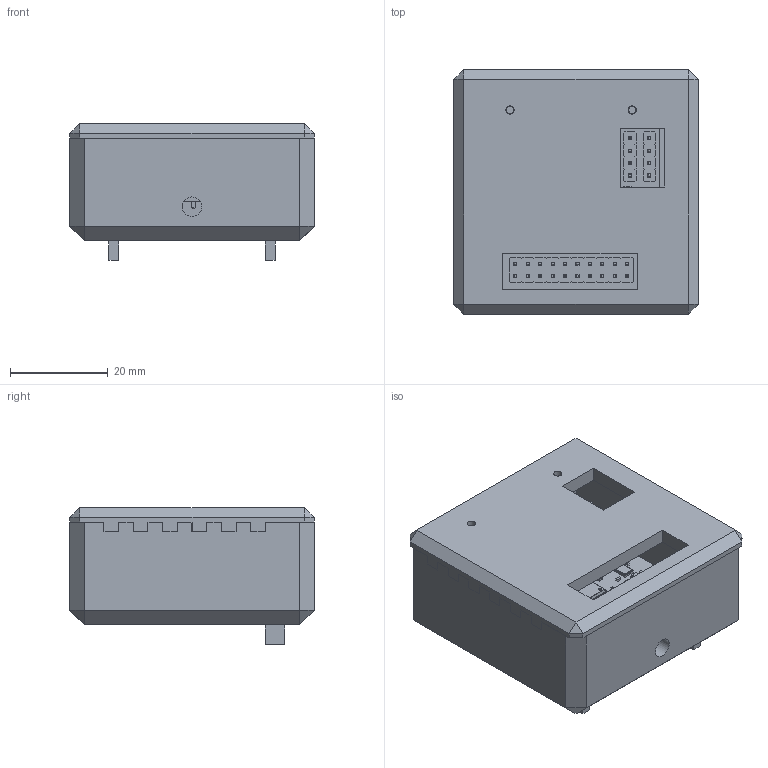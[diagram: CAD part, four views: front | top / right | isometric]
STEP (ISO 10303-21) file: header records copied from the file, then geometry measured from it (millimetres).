
FILE_DESCRIPTION(/* description */ (''),/* implementation_level */ '2;1');
FILE_NAME(/* name */ 'case_.step',/* time_stamp */ '2025-06-22T18:32:22+05:30',/* author */ (''),/* organization */ (''),/* preprocessor_version */ 'ST-DEVELOPER v20.1',/* originating_system */ 'Autodesk Translation Framework v14.10.0.0',/* authorisation */ '');
FILE_SCHEMA (('AUTOMOTIVE_DESIGN { 1 0 10303 214 3 1 1 }','INTEGRATED_CNC_SCHEMA'));
Products named in the file (17): Untitled; temp 1; LQFP-48_7x7mm_P0.5mm; SOT-23-6; USB_C_Receptacle_GCT_USB4105-xx-A_16P_TopMnt_Horizontal; Crystal_SMD_3225-4Pin_3.2x2.5mm; L_0603_1608Metric; SOT-223; Crystal_SMD_3215-2Pin_3.2x1.5mm; PinHeader_2x10_P2.54mm_Vertical; temp_PCB; TS-1088-AR02016; PinHeader_1x04_P2.54mm_Vertical; C_0603_1608Metric; R_0402_1005Metric; C_0402_1005Metric; LED_0603_1608Metric
Assembly tree (40 placements, depth 3):
  Untitled
    temp 1
      LQFP-48_7x7mm_P0.5mm
      R_0402_1005Metric  x10
      SOT-23-6
      C_0603_1608Metric  x3
      TS-1088-AR02016  x2
      USB_C_Receptacle_GCT_USB4105-xx-A_16P_TopMnt_Horizontal
      C_0402_1005Metric  x10
      LED_0603_1608Metric  x3
      PinHeader_1x04_P2.54mm_Vertical  x2
      Crystal_SMD_3225-4Pin_3.2x2.5mm
      L_0603_1608Metric
      SOT-223
      Crystal_SMD_3215-2Pin_3.2x1.5mm
      PinHeader_2x10_P2.54mm_Vertical
      temp_PCB
Bounding box: 50 x 50 x 28 mm (x, y, z)
Volume: 29109.7 mm3; surface area: 22699.6 mm2
Topology: 84 solids, 84 shells, 3908 faces, 9917 edges, 6215 vertices
Faces by surface type: plane 3037, cylinder 825, torus 38, cone 8
Full cylindrical faces by diameter (mm): 0.5 x3, 1 x28, 1.7 x6, 4 x1, 20 x1
Entity records: 91758 total; most frequent: CARTESIAN_POINT 15600, ORIENTED_EDGE 15168, DIRECTION 14897, EDGE_CURVE 7584, LINE 6357, VECTOR 6357, VERTEX_POINT 4697, AXIS2_PLACEMENT_3D 4270
